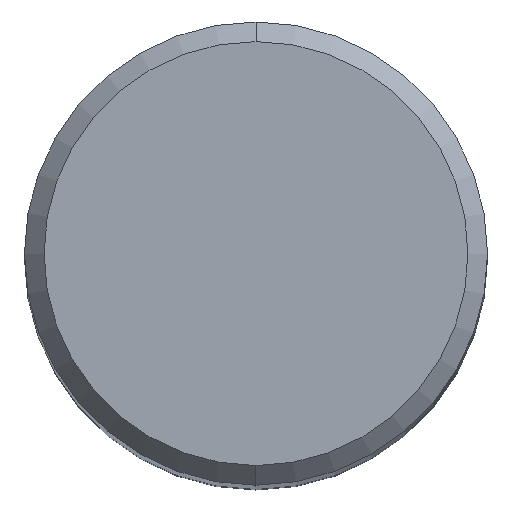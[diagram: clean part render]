
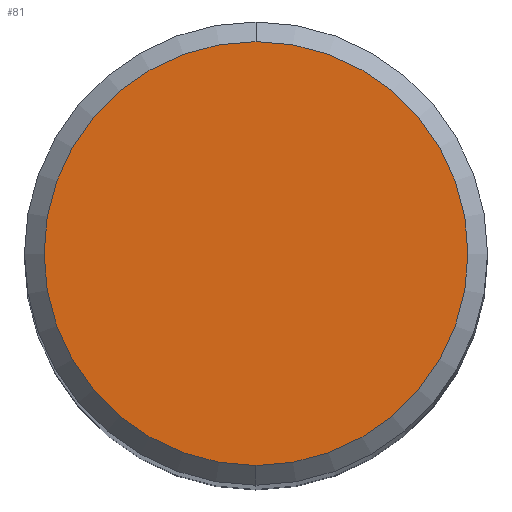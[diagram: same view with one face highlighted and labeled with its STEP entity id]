
A CAD part, top view. The second image highlights one B-rep face of the part: STEP entity #81.
In plain terms, the highlighted planar face has unit normal (0, 0, 1).
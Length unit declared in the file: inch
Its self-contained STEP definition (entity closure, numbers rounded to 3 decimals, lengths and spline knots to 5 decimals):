
#5 = EDGE_CURVE ( 'NONE', #322, #269, #369, .T. ) ;
#7 = PLANE ( 'NONE',  #161 ) ;
#26 = DIRECTION ( 'NONE',  ( 0., -1., 0. ) ) ;
#33 = DIRECTION ( 'NONE',  ( 0., 0., -1. ) ) ;
#39 = DIRECTION ( 'NONE',  ( 0., 1., 0. ) ) ;
#81 = ADVANCED_FACE ( 'NONE', ( #299 ), #7, .F. ) ;
#93 = AXIS2_PLACEMENT_3D ( 'NONE', #260, #349, #26 ) ;
#108 = CIRCLE ( 'NONE', #135, 0.2162 ) ;
#115 = CARTESIAN_POINT ( 'NONE',  ( 0., -0.2162, 0. ) ) ;
#135 = AXIS2_PLACEMENT_3D ( 'NONE', #192, #159, #246 ) ;
#159 = DIRECTION ( 'NONE',  ( 0., 0., 1. ) ) ;
#161 = AXIS2_PLACEMENT_3D ( 'NONE', #307, #33, #39 ) ;
#192 = CARTESIAN_POINT ( 'NONE',  ( 0., 0., 0. ) ) ;
#246 = DIRECTION ( 'NONE',  ( 0., -1., 0. ) ) ;
#260 = CARTESIAN_POINT ( 'NONE',  ( 0., 0., 0. ) ) ;
#269 = VERTEX_POINT ( 'NONE', #279 ) ;
#279 = CARTESIAN_POINT ( 'NONE',  ( 0., 0.2162, 0. ) ) ;
#292 = ORIENTED_EDGE ( 'NONE', *, *, #321, .T. ) ;
#299 = FACE_OUTER_BOUND ( 'NONE', #350, .T. ) ;
#307 = CARTESIAN_POINT ( 'NONE',  ( 0., 0.2162, 0. ) ) ;
#321 = EDGE_CURVE ( 'NONE', #269, #322, #108, .T. ) ;
#322 = VERTEX_POINT ( 'NONE', #115 ) ;
#349 = DIRECTION ( 'NONE',  ( 0., 0., 1. ) ) ;
#350 = EDGE_LOOP ( 'NONE', ( #292, #359 ) ) ;
#359 = ORIENTED_EDGE ( 'NONE', *, *, #5, .T. ) ;
#369 = CIRCLE ( 'NONE', #93, 0.2162 ) ;
